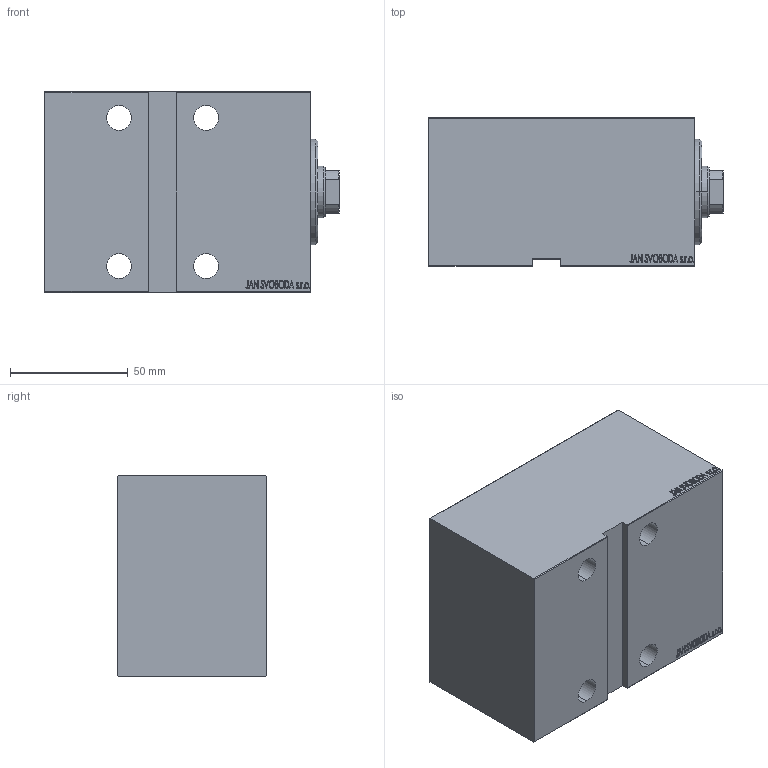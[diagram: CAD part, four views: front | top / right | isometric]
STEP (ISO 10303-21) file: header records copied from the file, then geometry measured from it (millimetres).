
FILE_DESCRIPTION (( 'STEP AP203' ), '1' );
FILE_NAME ('bfd6.STEP', '2024-02-11T10:45:58', ( '' ), ( '' ), 'SwSTEP 2.0', 'SolidWorks 2019', '' );
FILE_SCHEMA (( 'CONFIG_CONTROL_DESIGN' ));
Length unit declared in the file: millimetre
Products named in the file (4): V450CM_VC_B 650a0f3a9041197cbff280969ed0a546; bfd6; V450CM_E_VCP 650a0f3a9041197cbff280969ed0a546; V450CM_E_Body 650a0f3a9041197cbff280969ed0a546
Assembly tree (3 placements, depth 2):
  bfd6
    V450CM_E_Body 650a0f3a9041197cbff280969ed0a546
    V450CM_E_VCP 650a0f3a9041197cbff280969ed0a546
    V450CM_VC_B 650a0f3a9041197cbff280969ed0a546
Bounding box: 125 x 63 x 85 mm (x, y, z)
Volume: 534357.2 mm3; surface area: 88602 mm2
Topology: 3 solids, 3 shells, 858 faces, 2202 edges, 1461 vertices
Faces by surface type: plane 412, bspline 380, cylinder 52, cone 14
Entity records: 43166 total; most frequent: CARTESIAN_POINT 24385, ORIENTED_EDGE 4400, DIRECTION 2520, EDGE_CURVE 2200, VERTEX_POINT 1461, LINE 1312, VECTOR 1312, EDGE_LOOP 981
